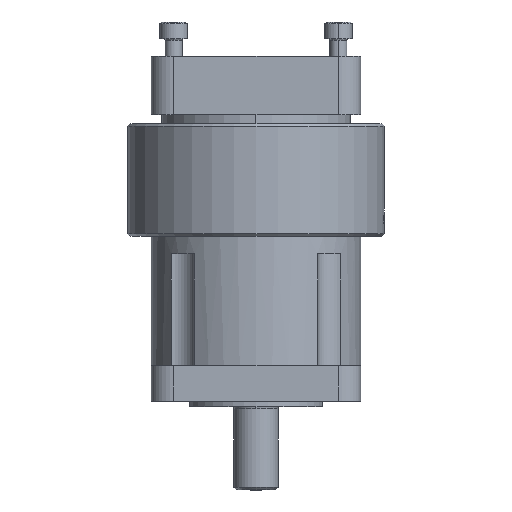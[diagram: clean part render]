
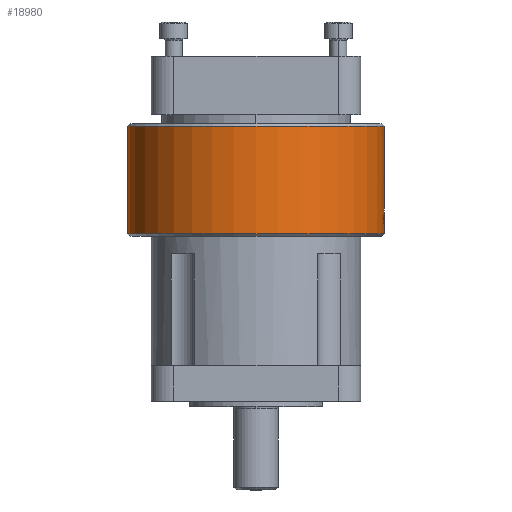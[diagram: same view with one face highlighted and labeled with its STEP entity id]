
A CAD part, front view. The second image highlights one B-rep face of the part: STEP entity #18980.
In plain terms, the highlighted cylindrical face has radius 36.741 mm (diameter 73.482 mm), a partial arc.
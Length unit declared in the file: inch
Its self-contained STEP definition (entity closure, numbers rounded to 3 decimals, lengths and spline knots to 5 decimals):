
#61 = CARTESIAN_POINT ( 'NONE',  ( 1.44018, -0.13522, 1.97285 ) ) ;
#290 = CARTESIAN_POINT ( 'NONE',  ( 1.43819, -0.15486, 2.07139 ) ) ;
#990 = CARTESIAN_POINT ( 'NONE',  ( 1.44639, -0.02053, 2.20608 ) ) ;
#1683 = CARTESIAN_POINT ( 'NONE',  ( 1.4465, -0.0103, 2.2071 ) ) ;
#2015 = ORIENTED_EDGE ( 'NONE', *, *, #37664, .T. ) ;
#2402 = CARTESIAN_POINT ( 'NONE',  ( -1.4465, 0., 1.88905 ) ) ;
#3168 = CARTESIAN_POINT ( 'NONE',  ( 1.44284, -0.10302, 1.9336 ) ) ;
#3364 = CARTESIAN_POINT ( 'NONE',  ( 1.4465, 0., 1.8951 ) ) ;
#3391 = CARTESIAN_POINT ( 'NONE',  ( 1.43808, -0.15584, 2.04071 ) ) ;
#3477 = CARTESIAN_POINT ( 'NONE',  ( 1.4465, 0., 2.2071 ) ) ;
#3889 = CARTESIAN_POINT ( 'NONE',  ( 1.4434, -0.09501, 1.92702 ) ) ;
#4555 = VERTEX_POINT ( 'NONE', #34229 ) ;
#4583 = CARTESIAN_POINT ( 'NONE',  ( 1.4465, 0., 2.2071 ) ) ;
#5260 = VERTEX_POINT ( 'NONE', #16687 ) ;
#5449 = CIRCLE ( 'NONE', #8500, 1.4465 ) ;
#6739 = CARTESIAN_POINT ( 'NONE',  ( 1.4465, -0.0103, 1.8951 ) ) ;
#6788 = CYLINDRICAL_SURFACE ( 'NONE', #19870, 1.4465 ) ;
#7636 = EDGE_CURVE ( 'NONE', #30754, #30285, #35236, .T. ) ;
#8264 = DIRECTION ( 'NONE',  ( 1., 0., 0. ) ) ;
#8500 = AXIS2_PLACEMENT_3D ( 'NONE', #11636, #33413, #8264 ) ;
#8582 = EDGE_CURVE ( 'NONE', #30285, #5260, #37423, .T. ) ;
#8869 = EDGE_CURVE ( 'NONE', #5260, #31255, #46981, .T. ) ;
#9697 = ORIENTED_EDGE ( 'NONE', *, *, #35524, .T. ) ;
#10558 = CARTESIAN_POINT ( 'NONE',  ( 1.44597, -0.04036, 1.90008 ) ) ;
#11030 = CARTESIAN_POINT ( 'NONE',  ( 1.43861, -0.15091, 2.09139 ) ) ;
#11636 = CARTESIAN_POINT ( 'NONE',  ( 0., 0., 1.88905 ) ) ;
#12741 = DIRECTION ( 'NONE',  ( 0., 0., 1. ) ) ;
#12980 = LINE ( 'NONE', #27567, #46526 ) ;
#14855 = CARTESIAN_POINT ( 'NONE',  ( 1.43971, -0.14005, 1.98191 ) ) ;
#16395 = AXIS2_PLACEMENT_3D ( 'NONE', #37812, #19869, #37369 ) ;
#16528 = EDGE_LOOP ( 'NONE', ( #41785, #2015, #9697, #29319, #46854, #30707 ) ) ;
#16687 = CARTESIAN_POINT ( 'NONE',  ( 1.4465, 0., 3.10146 ) ) ;
#17742 = CARTESIAN_POINT ( 'NONE',  ( 1.43969, -0.1402, 2.12 ) ) ;
#17962 = CARTESIAN_POINT ( 'NONE',  ( 1.44172, -0.11767, 2.15391 ) ) ;
#18215 = CARTESIAN_POINT ( 'NONE',  ( 1.4465, 0., 1.8951 ) ) ;
#18270 = VECTOR ( 'NONE', #12741, 39.37008 ) ;
#18460 = CARTESIAN_POINT ( 'NONE',  ( 1.43819, -0.15484, 2.0306 ) ) ;
#18680 = CARTESIAN_POINT ( 'NONE',  ( 1.44118, -0.12409, 2.14602 ) ) ;
#18980 = ADVANCED_FACE ( 'NONE', ( #31904 ), #6788, .T. ) ;
#19080 = CARTESIAN_POINT ( 'NONE',  ( -1.4465, 0., 3.10146 ) ) ;
#19869 = DIRECTION ( 'NONE',  ( 0., 0., -1. ) ) ;
#19870 = AXIS2_PLACEMENT_3D ( 'NONE', #28075, #28776, #32373 ) ;
#19975 = DIRECTION ( 'NONE',  ( 0., 0., 1. ) ) ;
#22283 = CARTESIAN_POINT ( 'NONE',  ( 1.43862, -0.15083, 2.01048 ) ) ;
#22733 = CARTESIAN_POINT ( 'NONE',  ( 1.44565, -0.05043, 2.19906 ) ) ;
#24019 = CARTESIAN_POINT ( 'NONE',  ( -1.4465, 0., 1.85905 ) ) ;
#25612 = CARTESIAN_POINT ( 'NONE',  ( 1.4412, -0.12382, 1.95581 ) ) ;
#25868 = CARTESIAN_POINT ( 'NONE',  ( 1.44284, -0.10316, 2.16849 ) ) ;
#26322 = CARTESIAN_POINT ( 'NONE',  ( 1.44488, -0.06918, 2.19125 ) ) ;
#27140 = LINE ( 'NONE', #24019, #28068 ) ;
#27567 = CARTESIAN_POINT ( 'NONE',  ( 1.4465, 0., 1.85905 ) ) ;
#28068 = VECTOR ( 'NONE', #19975, 39.37008 ) ;
#28075 = CARTESIAN_POINT ( 'NONE',  ( 0., 0., 1.85905 ) ) ;
#28776 = DIRECTION ( 'NONE',  ( 0., 0., 1. ) ) ;
#29222 = CARTESIAN_POINT ( 'NONE',  ( 1.43893, -0.14783, 2.00065 ) ) ;
#29319 = ORIENTED_EDGE ( 'NONE', *, *, #7636, .T. ) ;
#29934 = CARTESIAN_POINT ( 'NONE',  ( 1.44596, -0.0407, 2.20204 ) ) ;
#30285 = VERTEX_POINT ( 'NONE', #3477 ) ;
#30707 = ORIENTED_EDGE ( 'NONE', *, *, #8869, .T. ) ;
#30754 = VERTEX_POINT ( 'NONE', #3364 ) ;
#31255 = VERTEX_POINT ( 'NONE', #19080 ) ;
#31904 = FACE_OUTER_BOUND ( 'NONE', #16528, .T. ) ;
#32373 = DIRECTION ( 'NONE',  ( 1., 0., 0. ) ) ;
#32558 = CARTESIAN_POINT ( 'NONE',  ( 1.43892, -0.14798, 2.10111 ) ) ;
#32826 = CARTESIAN_POINT ( 'NONE',  ( 1.44566, -0.05026, 1.90308 ) ) ;
#33058 = CARTESIAN_POINT ( 'NONE',  ( 1.44442, -0.07808, 1.9157 ) ) ;
#33413 = DIRECTION ( 'NONE',  ( 0., 0., 1. ) ) ;
#34229 = CARTESIAN_POINT ( 'NONE',  ( 1.4465, 0., 1.88905 ) ) ;
#35236 = B_SPLINE_CURVE_WITH_KNOTS ( 'NONE', 3,
 ( #18215, #6739, #35956, #10558, #32826, #44057, #33058, #3889, #3168, #36182, #25612, #61, #14855, #29222, #22283, #18460, #3391, #43820, #290, #11030, #32558, #17742, #39773, #18680, #17962, #25868, #40488, #41176, #26322, #22733, #29934, #990, #1683, #4583 ),
 .UNSPECIFIED., .F., .F.,
 ( 4, 2, 2, 2, 2, 2, 2, 2, 2, 2, 2, 2, 2, 2, 2, 2, 4 ),
 ( -0.01032, -0.00955, -0.00878, -0.008, -0.00723, -0.00645, -0.00568, -0.00491, -0.00413, -0.00336, -0.00258, -0.00181, -0.00104, -0.00026, 0.00051, 0.00129, 0.00206 ),
 .UNSPECIFIED. ) ;
#35524 = EDGE_CURVE ( 'NONE', #4555, #30754, #12980, .T. ) ;
#35956 = CARTESIAN_POINT ( 'NONE',  ( 1.44639, -0.02043, 1.89611 ) ) ;
#36182 = CARTESIAN_POINT ( 'NONE',  ( 1.44175, -0.11738, 1.94797 ) ) ;
#37069 = VERTEX_POINT ( 'NONE', #2402 ) ;
#37369 = DIRECTION ( 'NONE',  ( 1., 0., 0. ) ) ;
#37423 = LINE ( 'NONE', #45289, #18270 ) ;
#37664 = EDGE_CURVE ( 'NONE', #37069, #4555, #5449, .T. ) ;
#37812 = CARTESIAN_POINT ( 'NONE',  ( 0., 0., 3.10146 ) ) ;
#39769 = DIRECTION ( 'NONE',  ( 0., 0., 1. ) ) ;
#39773 = CARTESIAN_POINT ( 'NONE',  ( 1.44017, -0.13534, 2.12912 ) ) ;
#40488 = CARTESIAN_POINT ( 'NONE',  ( 1.44338, -0.09528, 2.17498 ) ) ;
#41176 = CARTESIAN_POINT ( 'NONE',  ( 1.4444, -0.0783, 2.18637 ) ) ;
#41785 = ORIENTED_EDGE ( 'NONE', *, *, #45542, .F. ) ;
#43820 = CARTESIAN_POINT ( 'NONE',  ( 1.43808, -0.15587, 2.06106 ) ) ;
#44057 = CARTESIAN_POINT ( 'NONE',  ( 1.44488, -0.06913, 1.91091 ) ) ;
#45289 = CARTESIAN_POINT ( 'NONE',  ( 1.4465, 0., 1.85905 ) ) ;
#45542 = EDGE_CURVE ( 'NONE', #37069, #31255, #27140, .T. ) ;
#46526 = VECTOR ( 'NONE', #39769, 39.37008 ) ;
#46854 = ORIENTED_EDGE ( 'NONE', *, *, #8582, .T. ) ;
#46981 = CIRCLE ( 'NONE', #16395, 1.4465 ) ;
